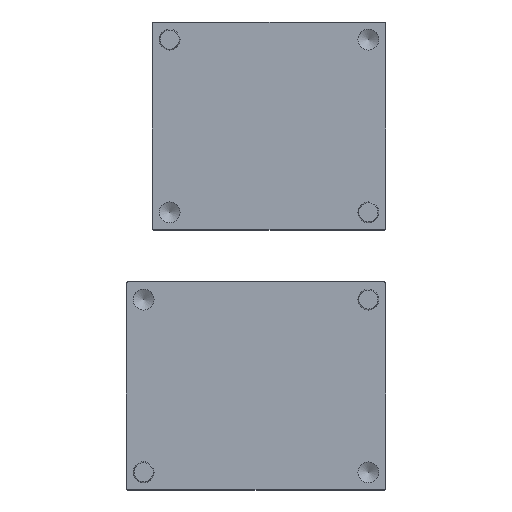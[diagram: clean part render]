
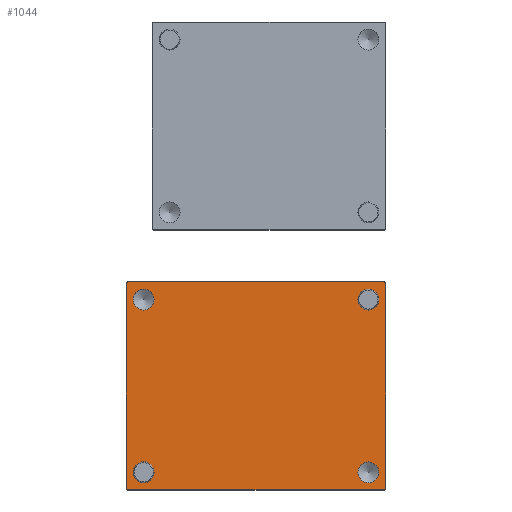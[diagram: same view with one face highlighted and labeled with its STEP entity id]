
A CAD part, top view. The second image highlights one B-rep face of the part: STEP entity #1044.
In plain terms, the highlighted planar face has unit normal (0, 0, 1).
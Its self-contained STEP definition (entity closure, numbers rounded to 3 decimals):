
#47=FACE_BOUND('',#309,.T.);
#48=FACE_BOUND('',#310,.T.);
#49=FACE_BOUND('',#311,.T.);
#50=FACE_BOUND('',#312,.T.);
#56=PLANE('',#1222);
#87=LINE('',#1805,#151);
#88=LINE('',#1807,#152);
#89=LINE('',#1808,#153);
#90=LINE('',#1809,#154);
#151=VECTOR('',#1430,10.);
#152=VECTOR('',#1433,10.);
#153=VECTOR('',#1434,10.);
#154=VECTOR('',#1435,10.);
#240=FACE_OUTER_BOUND('',#308,.T.);
#308=EDGE_LOOP('',(#763,#764,#765,#766,#767,#768,#769,#770));
#309=EDGE_LOOP('',(#771,#772));
#310=EDGE_LOOP('',(#773,#774));
#311=EDGE_LOOP('',(#775,#776));
#312=EDGE_LOOP('',(#777,#778));
#383=CIRCLE('',#1213,0.3);
#384=CIRCLE('',#1216,0.3);
#385=CIRCLE('',#1218,0.3);
#386=CIRCLE('',#1220,0.3);
#387=CIRCLE('',#1223,2.);
#388=CIRCLE('',#1224,2.);
#389=CIRCLE('',#1225,2.);
#390=CIRCLE('',#1226,2.);
#391=CIRCLE('',#1227,2.);
#392=CIRCLE('',#1228,2.);
#393=CIRCLE('',#1229,2.);
#394=CIRCLE('',#1230,2.);
#471=VERTEX_POINT('',#1778);
#472=VERTEX_POINT('',#1779);
#473=VERTEX_POINT('',#1787);
#474=VERTEX_POINT('',#1788);
#475=VERTEX_POINT('',#1793);
#476=VERTEX_POINT('',#1794);
#477=VERTEX_POINT('',#1799);
#478=VERTEX_POINT('',#1800);
#479=VERTEX_POINT('',#1810);
#480=VERTEX_POINT('',#1811);
#481=VERTEX_POINT('',#1814);
#482=VERTEX_POINT('',#1815);
#483=VERTEX_POINT('',#1818);
#484=VERTEX_POINT('',#1819);
#485=VERTEX_POINT('',#1822);
#486=VERTEX_POINT('',#1823);
#581=EDGE_CURVE('',#471,#472,#383,.T.);
#586=EDGE_CURVE('',#473,#474,#384,.T.);
#589=EDGE_CURVE('',#475,#476,#385,.T.);
#592=EDGE_CURVE('',#477,#478,#386,.T.);
#595=EDGE_CURVE('',#471,#474,#87,.T.);
#596=EDGE_CURVE('',#473,#478,#88,.T.);
#597=EDGE_CURVE('',#477,#476,#89,.T.);
#598=EDGE_CURVE('',#475,#472,#90,.T.);
#599=EDGE_CURVE('',#479,#480,#387,.T.);
#600=EDGE_CURVE('',#480,#479,#388,.T.);
#601=EDGE_CURVE('',#481,#482,#389,.T.);
#602=EDGE_CURVE('',#482,#481,#390,.T.);
#603=EDGE_CURVE('',#483,#484,#391,.T.);
#604=EDGE_CURVE('',#484,#483,#392,.T.);
#605=EDGE_CURVE('',#485,#486,#393,.T.);
#606=EDGE_CURVE('',#486,#485,#394,.T.);
#763=ORIENTED_EDGE('',*,*,#581,.F.);
#764=ORIENTED_EDGE('',*,*,#595,.T.);
#765=ORIENTED_EDGE('',*,*,#586,.F.);
#766=ORIENTED_EDGE('',*,*,#596,.T.);
#767=ORIENTED_EDGE('',*,*,#592,.F.);
#768=ORIENTED_EDGE('',*,*,#597,.T.);
#769=ORIENTED_EDGE('',*,*,#589,.F.);
#770=ORIENTED_EDGE('',*,*,#598,.T.);
#771=ORIENTED_EDGE('',*,*,#599,.T.);
#772=ORIENTED_EDGE('',*,*,#600,.T.);
#773=ORIENTED_EDGE('',*,*,#601,.T.);
#774=ORIENTED_EDGE('',*,*,#602,.T.);
#775=ORIENTED_EDGE('',*,*,#603,.T.);
#776=ORIENTED_EDGE('',*,*,#604,.T.);
#777=ORIENTED_EDGE('',*,*,#605,.T.);
#778=ORIENTED_EDGE('',*,*,#606,.T.);
#1044=ADVANCED_FACE('',(#240,#47,#48,#49,#50),#56,.T.);
#1213=AXIS2_PLACEMENT_3D('',#1780,#1402,#1403);
#1216=AXIS2_PLACEMENT_3D('',#1789,#1412,#1413);
#1218=AXIS2_PLACEMENT_3D('',#1795,#1418,#1419);
#1220=AXIS2_PLACEMENT_3D('',#1801,#1424,#1425);
#1222=AXIS2_PLACEMENT_3D('',#1806,#1431,#1432);
#1223=AXIS2_PLACEMENT_3D('',#1812,#1436,#1437);
#1224=AXIS2_PLACEMENT_3D('',#1813,#1438,#1439);
#1225=AXIS2_PLACEMENT_3D('',#1816,#1440,#1441);
#1226=AXIS2_PLACEMENT_3D('',#1817,#1442,#1443);
#1227=AXIS2_PLACEMENT_3D('',#1820,#1444,#1445);
#1228=AXIS2_PLACEMENT_3D('',#1821,#1446,#1447);
#1229=AXIS2_PLACEMENT_3D('',#1824,#1448,#1449);
#1230=AXIS2_PLACEMENT_3D('',#1825,#1450,#1451);
#1402=DIRECTION('center_axis',(0.,0.,-1.));
#1403=DIRECTION('ref_axis',(0.707,0.707,0.));
#1412=DIRECTION('center_axis',(0.,0.,-1.));
#1413=DIRECTION('ref_axis',(-0.707,0.707,0.));
#1418=DIRECTION('center_axis',(0.,0.,-1.));
#1419=DIRECTION('ref_axis',(0.707,-0.707,0.));
#1424=DIRECTION('center_axis',(0.,0.,-1.));
#1425=DIRECTION('ref_axis',(-0.707,-0.707,0.));
#1430=DIRECTION('',(-1.,0.,0.));
#1431=DIRECTION('center_axis',(0.,0.,1.));
#1432=DIRECTION('ref_axis',(1.,0.,0.));
#1433=DIRECTION('',(0.,-1.,0.));
#1434=DIRECTION('',(1.,0.,0.));
#1435=DIRECTION('',(0.,1.,0.));
#1436=DIRECTION('center_axis',(0.,0.,-1.));
#1437=DIRECTION('ref_axis',(1.,0.,0.));
#1438=DIRECTION('center_axis',(0.,0.,-1.));
#1439=DIRECTION('ref_axis',(1.,0.,0.));
#1440=DIRECTION('center_axis',(0.,0.,-1.));
#1441=DIRECTION('ref_axis',(1.,0.,0.));
#1442=DIRECTION('center_axis',(0.,0.,-1.));
#1443=DIRECTION('ref_axis',(1.,0.,0.));
#1444=DIRECTION('center_axis',(0.,0.,-1.));
#1445=DIRECTION('ref_axis',(1.,0.,0.));
#1446=DIRECTION('center_axis',(0.,0.,-1.));
#1447=DIRECTION('ref_axis',(1.,0.,0.));
#1448=DIRECTION('center_axis',(0.,0.,-1.));
#1449=DIRECTION('ref_axis',(1.,0.,0.));
#1450=DIRECTION('center_axis',(0.,0.,-1.));
#1451=DIRECTION('ref_axis',(1.,0.,0.));
#1778=CARTESIAN_POINT('',(49.7,40.,5.));
#1779=CARTESIAN_POINT('',(50.,39.7,5.));
#1780=CARTESIAN_POINT('Origin',(49.7,39.7,5.));
#1787=CARTESIAN_POINT('',(0.,39.7,5.));
#1788=CARTESIAN_POINT('',(0.3,40.,5.));
#1789=CARTESIAN_POINT('Origin',(0.3,39.7,5.));
#1793=CARTESIAN_POINT('',(50.,0.3,5.));
#1794=CARTESIAN_POINT('',(49.7,0.,5.));
#1795=CARTESIAN_POINT('Origin',(49.7,0.3,5.));
#1799=CARTESIAN_POINT('',(0.3,0.,5.));
#1800=CARTESIAN_POINT('',(0.,0.3,5.));
#1801=CARTESIAN_POINT('Origin',(0.3,0.3,5.));
#1805=CARTESIAN_POINT('',(50.,40.,5.));
#1806=CARTESIAN_POINT('Origin',(25.,20.,5.));
#1807=CARTESIAN_POINT('',(0.,40.,5.));
#1808=CARTESIAN_POINT('',(0.,0.,5.));
#1809=CARTESIAN_POINT('',(50.,0.,5.));
#1810=CARTESIAN_POINT('',(5.4,36.6,5.));
#1811=CARTESIAN_POINT('',(1.4,36.6,5.));
#1812=CARTESIAN_POINT('Origin',(3.4,36.6,5.));
#1813=CARTESIAN_POINT('Origin',(3.4,36.6,5.));
#1814=CARTESIAN_POINT('',(48.6,3.4,5.));
#1815=CARTESIAN_POINT('',(44.6,3.4,5.));
#1816=CARTESIAN_POINT('Origin',(46.6,3.4,5.));
#1817=CARTESIAN_POINT('Origin',(46.6,3.4,5.));
#1818=CARTESIAN_POINT('',(48.6,36.6,5.));
#1819=CARTESIAN_POINT('',(44.6,36.6,5.));
#1820=CARTESIAN_POINT('Origin',(46.6,36.6,5.));
#1821=CARTESIAN_POINT('Origin',(46.6,36.6,5.));
#1822=CARTESIAN_POINT('',(5.4,3.4,5.));
#1823=CARTESIAN_POINT('',(1.4,3.4,5.));
#1824=CARTESIAN_POINT('Origin',(3.4,3.4,5.));
#1825=CARTESIAN_POINT('Origin',(3.4,3.4,5.));
